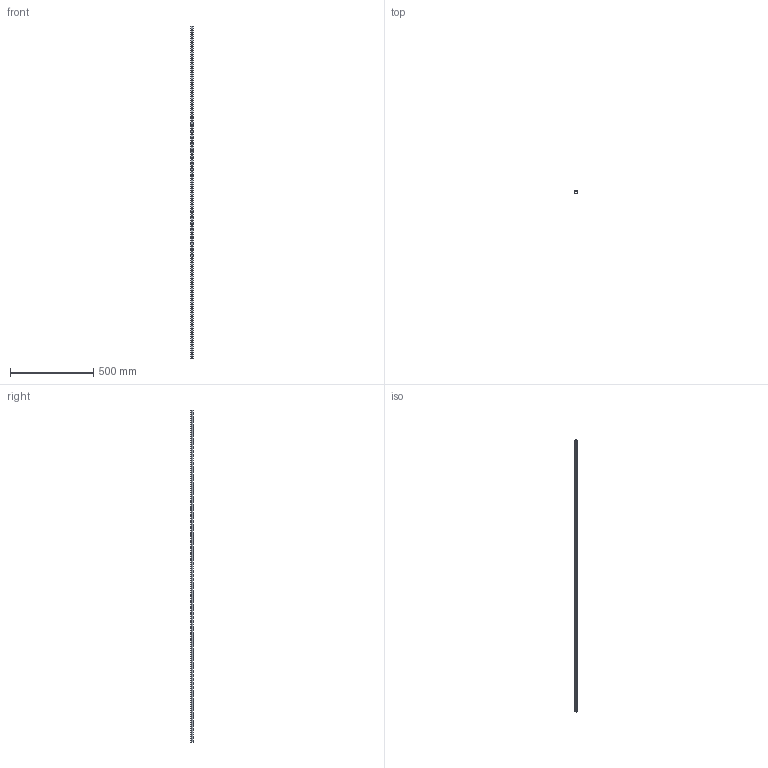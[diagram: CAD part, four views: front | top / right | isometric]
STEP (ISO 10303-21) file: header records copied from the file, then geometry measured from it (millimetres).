
FILE_DESCRIPTION (( 'STEP AP203' ), '1' );
FILE_NAME ('TSH-0506G-1.step', '2023-06-22T19:10:34', ( '' ), ( '' ), 'SwSTEP 2.0', 'SolidWorks 2021', '' );
FILE_SCHEMA (( 'CONFIG_CONTROL_DESIGN' ));
Length unit declared in the file: millimetre
Products named in the file (1): TSH-0506G-1
Bounding box: 15.2 x 18 x 2000 mm (x, y, z)
Volume: 121440.3 mm3; surface area: 299696.6 mm2
Topology: 2 solids, 2 shells, 463 faces, 1377 edges, 918 vertices
Faces by surface type: cylinder 270, plane 193
Entity records: 16122 total; most frequent: DIRECTION 2845, CARTESIAN_POINT 2759, ORIENTED_EDGE 2754, EDGE_CURVE 1377, AXIS2_PLACEMENT_3D 1004, VERTEX_POINT 918, LINE 837, VECTOR 837
